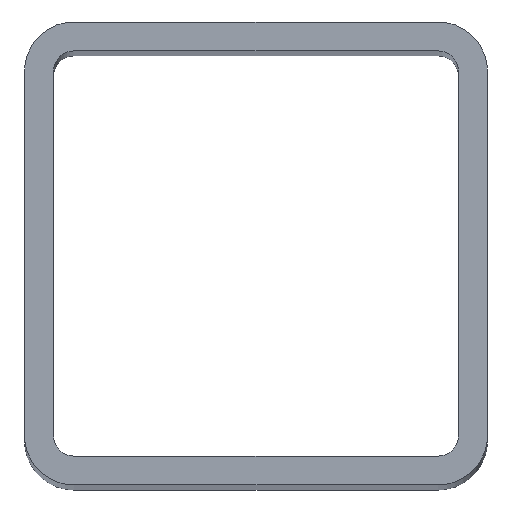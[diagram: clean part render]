
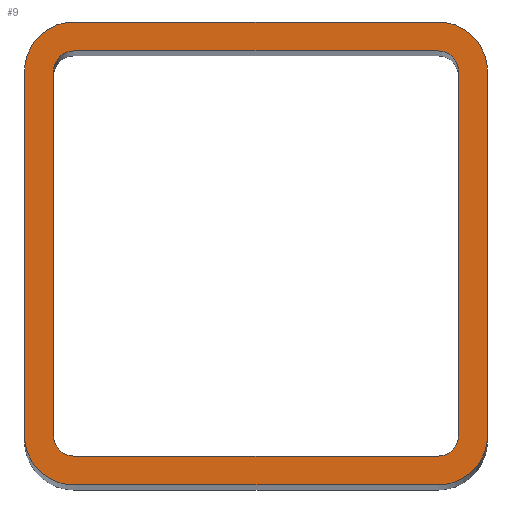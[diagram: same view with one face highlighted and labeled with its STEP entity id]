
A CAD part, top view. The second image highlights one B-rep face of the part: STEP entity #9.
In plain terms, the highlighted planar face has unit normal (0, 0, 1).
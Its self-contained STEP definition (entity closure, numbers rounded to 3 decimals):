
#1 = ORIENTED_EDGE ( 'NONE', *, *, #20, .T. ) ;
#2 = EDGE_CURVE ( 'NONE', #12, #5, #318, .T. ) ;
#3 = ORIENTED_EDGE ( 'NONE', *, *, #17, .T. ) ;
#4 = ORIENTED_EDGE ( 'NONE', *, *, #2, .T. ) ;
#5 = VERTEX_POINT ( 'NONE', #319 ) ;
#6 = VERTEX_POINT ( 'NONE', #310 ) ;
#7 = EDGE_LOOP ( 'NONE', ( #3, #10, #4, #11, #1, #154, #79, #93 ) ) ;
#8 = VERTEX_POINT ( 'NONE', #309 ) ;
#9 = ADVANCED_FACE ( 'NONE', ( #308, #242 ), #281, .F. ) ;
#10 = ORIENTED_EDGE ( 'NONE', *, *, #15, .T. ) ;
#11 = ORIENTED_EDGE ( 'NONE', *, *, #18, .T. ) ;
#12 = VERTEX_POINT ( 'NONE', #282 ) ;
#14 = VERTEX_POINT ( 'NONE', #220 ) ;
#15 = EDGE_CURVE ( 'NONE', #19, #12, #280, .T. ) ;
#16 = VERTEX_POINT ( 'NONE', #276 ) ;
#17 = EDGE_CURVE ( 'NONE', #8, #19, #216, .T. ) ;
#18 = EDGE_CURVE ( 'NONE', #5, #16, #217, .T. ) ;
#19 = VERTEX_POINT ( 'NONE', #222 ) ;
#20 = EDGE_CURVE ( 'NONE', #16, #6, #249, .T. ) ;
#21 = ORIENTED_EDGE ( 'NONE', *, *, #28, .F. ) ;
#24 = VERTEX_POINT ( 'NONE', #244 ) ;
#28 = EDGE_CURVE ( 'NONE', #24, #33, #230, .T. ) ;
#30 = EDGE_CURVE ( 'NONE', #14, #24, #342, .T. ) ;
#33 = VERTEX_POINT ( 'NONE', #331 ) ;
#35 = ORIENTED_EDGE ( 'NONE', *, *, #37, .F. ) ;
#37 = EDGE_CURVE ( 'NONE', #33, #81, #274, .T. ) ;
#39 = EDGE_CURVE ( 'NONE', #81, #82, #270, .T. ) ;
#44 = ORIENTED_EDGE ( 'NONE', *, *, #30, .F. ) ;
#51 = EDGE_CURVE ( 'NONE', #73, #53, #260, .T. ) ;
#52 = ORIENTED_EDGE ( 'NONE', *, *, #51, .F. ) ;
#53 = VERTEX_POINT ( 'NONE', #255 ) ;
#54 = EDGE_CURVE ( 'NONE', #53, #14, #256, .T. ) ;
#55 = ORIENTED_EDGE ( 'NONE', *, *, #54, .F. ) ;
#69 = VERTEX_POINT ( 'NONE', #433 ) ;
#71 = EDGE_LOOP ( 'NONE', ( #77, #94, #72, #35, #21, #44, #55, #52 ) ) ;
#72 = ORIENTED_EDGE ( 'NONE', *, *, #39, .F. ) ;
#73 = VERTEX_POINT ( 'NONE', #418 ) ;
#75 = EDGE_CURVE ( 'NONE', #69, #73, #374, .T. ) ;
#76 = EDGE_CURVE ( 'NONE', #156, #157, #376, .T. ) ;
#77 = ORIENTED_EDGE ( 'NONE', *, *, #75, .F. ) ;
#79 = ORIENTED_EDGE ( 'NONE', *, *, #76, .T. ) ;
#81 = VERTEX_POINT ( 'NONE', #378 ) ;
#82 = VERTEX_POINT ( 'NONE', #391 ) ;
#90 = EDGE_CURVE ( 'NONE', #157, #8, #427, .T. ) ;
#92 = EDGE_CURVE ( 'NONE', #82, #69, #420, .T. ) ;
#93 = ORIENTED_EDGE ( 'NONE', *, *, #90, .T. ) ;
#94 = ORIENTED_EDGE ( 'NONE', *, *, #92, .F. ) ;
#154 = ORIENTED_EDGE ( 'NONE', *, *, #155, .T. ) ;
#155 = EDGE_CURVE ( 'NONE', #6, #156, #577, .T. ) ;
#156 = VERTEX_POINT ( 'NONE', #573 ) ;
#157 = VERTEX_POINT ( 'NONE', #572 ) ;
#206 = DIRECTION ( 'NONE',  ( -1., 0., 0. ) ) ;
#207 = DIRECTION ( 'NONE',  ( 0., 0., 1. ) ) ;
#208 = CARTESIAN_POINT ( 'NONE',  ( -31.5, -31.5, 500. ) ) ;
#209 = AXIS2_PLACEMENT_3D ( 'NONE', #208, #207, #206 ) ;
#212 = DIRECTION ( 'NONE',  ( -1., 0., 0. ) ) ;
#213 = DIRECTION ( 'NONE',  ( 0., 0., 1. ) ) ;
#214 = CARTESIAN_POINT ( 'NONE',  ( -31.5, 31.5, 500. ) ) ;
#215 = AXIS2_PLACEMENT_3D ( 'NONE', #214, #213, #212 ) ;
#216 = CIRCLE ( 'NONE', #215, 8.5 ) ;
#217 = LINE ( 'NONE', #225, #224 ) ;
#218 = AXIS2_PLACEMENT_3D ( 'NONE', #254, #321, #320 ) ;
#220 = CARTESIAN_POINT ( 'NONE',  ( -31.5, -35., 500. ) ) ;
#222 = CARTESIAN_POINT ( 'NONE',  ( -40., 31.5, 500. ) ) ;
#223 = DIRECTION ( 'NONE',  ( 1., 0., 0. ) ) ;
#224 = VECTOR ( 'NONE', #223, 1000. ) ;
#225 = CARTESIAN_POINT ( 'NONE',  ( -31.5, -40., 500. ) ) ;
#226 = DIRECTION ( 'NONE',  ( 1., 0., 0. ) ) ;
#227 = DIRECTION ( 'NONE',  ( 0., 0., 1. ) ) ;
#228 = CARTESIAN_POINT ( 'NONE',  ( 31.5, -31.5, 500. ) ) ;
#229 = AXIS2_PLACEMENT_3D ( 'NONE', #228, #227, #226 ) ;
#230 = CIRCLE ( 'NONE', #229, 3.5 ) ;
#241 = AXIS2_PLACEMENT_3D ( 'NONE', #307, #316, #315 ) ;
#242 = FACE_BOUND ( 'NONE', #71, .T. ) ;
#244 = CARTESIAN_POINT ( 'NONE',  ( 31.5, -35., 500. ) ) ;
#245 = DIRECTION ( 'NONE',  ( 1., 0., 0. ) ) ;
#246 = DIRECTION ( 'NONE',  ( 0., 0., 1. ) ) ;
#247 = CARTESIAN_POINT ( 'NONE',  ( 31.5, -31.5, 500. ) ) ;
#248 = AXIS2_PLACEMENT_3D ( 'NONE', #247, #246, #245 ) ;
#249 = CIRCLE ( 'NONE', #248, 8.5 ) ;
#254 = CARTESIAN_POINT ( 'NONE',  ( -31.5, -31.5, 500. ) ) ;
#255 = CARTESIAN_POINT ( 'NONE',  ( -35., -31.5, 500. ) ) ;
#256 = CIRCLE ( 'NONE', #209, 3.5 ) ;
#257 = DIRECTION ( 'NONE',  ( 0., -1., 0. ) ) ;
#258 = VECTOR ( 'NONE', #257, 1000. ) ;
#259 = CARTESIAN_POINT ( 'NONE',  ( -35., 31.5, 500. ) ) ;
#260 = LINE ( 'NONE', #259, #258 ) ;
#270 = CIRCLE ( 'NONE', #296, 3.5 ) ;
#271 = DIRECTION ( 'NONE',  ( 0., 1., 0. ) ) ;
#272 = VECTOR ( 'NONE', #271, 1000. ) ;
#273 = CARTESIAN_POINT ( 'NONE',  ( 35., 31.5, 500. ) ) ;
#274 = LINE ( 'NONE', #273, #272 ) ;
#276 = CARTESIAN_POINT ( 'NONE',  ( 31.5, -40., 500. ) ) ;
#277 = DIRECTION ( 'NONE',  ( 0., -1., 0. ) ) ;
#278 = VECTOR ( 'NONE', #277, 1000. ) ;
#279 = CARTESIAN_POINT ( 'NONE',  ( -40., 31.5, 500. ) ) ;
#280 = LINE ( 'NONE', #279, #278 ) ;
#281 = PLANE ( 'NONE',  #241 ) ;
#282 = CARTESIAN_POINT ( 'NONE',  ( -40., -31.5, 500. ) ) ;
#293 = DIRECTION ( 'NONE',  ( 1., 0., 0. ) ) ;
#294 = DIRECTION ( 'NONE',  ( 0., 0., 1. ) ) ;
#295 = CARTESIAN_POINT ( 'NONE',  ( 31.5, 31.5, 500. ) ) ;
#296 = AXIS2_PLACEMENT_3D ( 'NONE', #295, #294, #293 ) ;
#307 = CARTESIAN_POINT ( 'NONE',  ( -31.5, 31.5, 500. ) ) ;
#308 = FACE_OUTER_BOUND ( 'NONE', #7, .T. ) ;
#309 = CARTESIAN_POINT ( 'NONE',  ( -31.5, 40., 500. ) ) ;
#310 = CARTESIAN_POINT ( 'NONE',  ( 40., -31.5, 500. ) ) ;
#315 = DIRECTION ( 'NONE',  ( -1., 0., 0. ) ) ;
#316 = DIRECTION ( 'NONE',  ( 0., 0., -1. ) ) ;
#318 = CIRCLE ( 'NONE', #218, 8.5 ) ;
#319 = CARTESIAN_POINT ( 'NONE',  ( -31.5, -40., 500. ) ) ;
#320 = DIRECTION ( 'NONE',  ( -1., 0., 0. ) ) ;
#321 = DIRECTION ( 'NONE',  ( 0., 0., 1. ) ) ;
#331 = CARTESIAN_POINT ( 'NONE',  ( 35., -31.5, 500. ) ) ;
#339 = DIRECTION ( 'NONE',  ( 1., 0., 0. ) ) ;
#340 = VECTOR ( 'NONE', #339, 1000. ) ;
#341 = CARTESIAN_POINT ( 'NONE',  ( -31.5, -35., 500. ) ) ;
#342 = LINE ( 'NONE', #341, #340 ) ;
#366 = DIRECTION ( 'NONE',  ( -1., 0., 0. ) ) ;
#367 = VECTOR ( 'NONE', #366, 1000. ) ;
#368 = CARTESIAN_POINT ( 'NONE',  ( -31.5, 40., 500. ) ) ;
#371 = DIRECTION ( 'NONE',  ( -1., 0., 0. ) ) ;
#372 = VECTOR ( 'NONE', #371, 1000. ) ;
#373 = CARTESIAN_POINT ( 'NONE',  ( -31.5, 35., 500. ) ) ;
#374 = CIRCLE ( 'NONE', #402, 3.5 ) ;
#375 = DIRECTION ( 'NONE',  ( -1., 0., 0. ) ) ;
#376 = CIRCLE ( 'NONE', #410, 8.5 ) ;
#378 = CARTESIAN_POINT ( 'NONE',  ( 35., 31.5, 500. ) ) ;
#385 = DIRECTION ( 'NONE',  ( 0., 0., 1. ) ) ;
#386 = CARTESIAN_POINT ( 'NONE',  ( -31.5, 31.5, 500. ) ) ;
#387 = CARTESIAN_POINT ( 'NONE',  ( 31.5, 31.5, 500. ) ) ;
#391 = CARTESIAN_POINT ( 'NONE',  ( 31.5, 35., 500. ) ) ;
#402 = AXIS2_PLACEMENT_3D ( 'NONE', #386, #385, #375 ) ;
#408 = DIRECTION ( 'NONE',  ( 1., 0., 0. ) ) ;
#409 = DIRECTION ( 'NONE',  ( 0., 0., 1. ) ) ;
#410 = AXIS2_PLACEMENT_3D ( 'NONE', #387, #409, #408 ) ;
#418 = CARTESIAN_POINT ( 'NONE',  ( -35., 31.5, 500. ) ) ;
#420 = LINE ( 'NONE', #373, #372 ) ;
#427 = LINE ( 'NONE', #368, #367 ) ;
#433 = CARTESIAN_POINT ( 'NONE',  ( -31.5, 35., 500. ) ) ;
#572 = CARTESIAN_POINT ( 'NONE',  ( 31.5, 40., 500. ) ) ;
#573 = CARTESIAN_POINT ( 'NONE',  ( 40., 31.5, 500. ) ) ;
#574 = DIRECTION ( 'NONE',  ( 0., 1., 0. ) ) ;
#575 = VECTOR ( 'NONE', #574, 1000. ) ;
#576 = CARTESIAN_POINT ( 'NONE',  ( 40., 31.5, 500. ) ) ;
#577 = LINE ( 'NONE', #576, #575 ) ;
